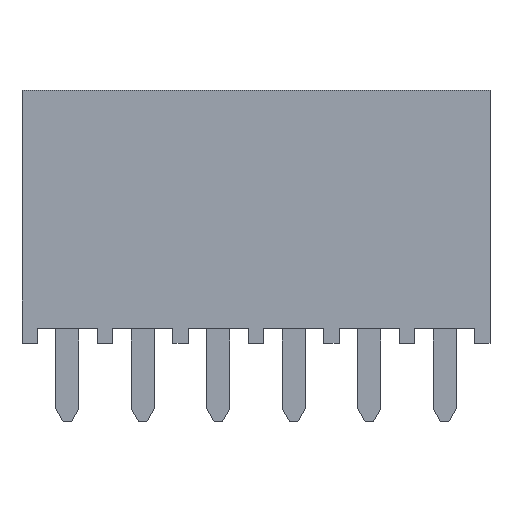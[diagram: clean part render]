
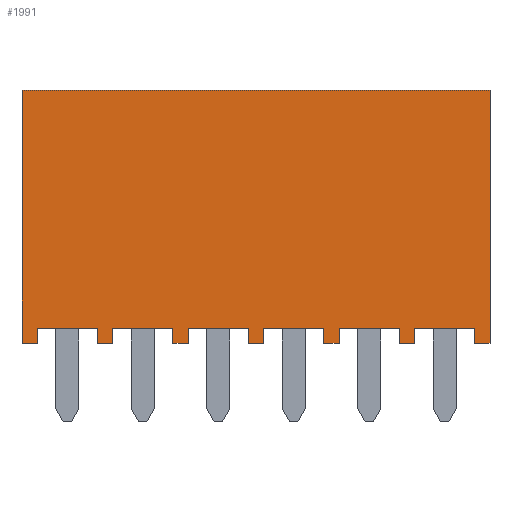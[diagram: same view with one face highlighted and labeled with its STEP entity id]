
A CAD part, top view. The second image highlights one B-rep face of the part: STEP entity #1991.
In plain terms, the highlighted planar face has unit normal (0, 0, 1).
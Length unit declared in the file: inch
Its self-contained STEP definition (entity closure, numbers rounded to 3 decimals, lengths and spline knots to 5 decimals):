
#315=ORIENTED_EDGE('',*,*,#743,.F.);
#316=ORIENTED_EDGE('',*,*,#744,.T.);
#317=ORIENTED_EDGE('',*,*,#745,.F.);
#318=ORIENTED_EDGE('',*,*,#746,.F.);
#319=ORIENTED_EDGE('',*,*,#747,.T.);
#320=ORIENTED_EDGE('',*,*,#748,.T.);
#321=ORIENTED_EDGE('',*,*,#749,.F.);
#322=ORIENTED_EDGE('',*,*,#750,.F.);
#323=ORIENTED_EDGE('',*,*,#751,.F.);
#324=ORIENTED_EDGE('',*,*,#752,.T.);
#325=ORIENTED_EDGE('',*,*,#753,.F.);
#326=ORIENTED_EDGE('',*,*,#754,.F.);
#327=ORIENTED_EDGE('',*,*,#755,.F.);
#328=ORIENTED_EDGE('',*,*,#756,.T.);
#329=ORIENTED_EDGE('',*,*,#757,.F.);
#330=ORIENTED_EDGE('',*,*,#758,.F.);
#331=ORIENTED_EDGE('',*,*,#759,.F.);
#332=ORIENTED_EDGE('',*,*,#760,.T.);
#333=ORIENTED_EDGE('',*,*,#761,.F.);
#334=ORIENTED_EDGE('',*,*,#762,.F.);
#335=ORIENTED_EDGE('',*,*,#763,.F.);
#336=ORIENTED_EDGE('',*,*,#764,.T.);
#337=ORIENTED_EDGE('',*,*,#765,.F.);
#338=ORIENTED_EDGE('',*,*,#766,.F.);
#339=ORIENTED_EDGE('',*,*,#767,.F.);
#340=ORIENTED_EDGE('',*,*,#768,.T.);
#341=ORIENTED_EDGE('',*,*,#769,.F.);
#342=ORIENTED_EDGE('',*,*,#770,.F.);
#743=EDGE_CURVE('',#975,#976,#1203,.T.);
#744=EDGE_CURVE('',#975,#977,#1204,.T.);
#745=EDGE_CURVE('',#978,#977,#1205,.T.);
#746=EDGE_CURVE('',#979,#978,#1206,.T.);
#747=EDGE_CURVE('',#979,#980,#1207,.T.);
#748=EDGE_CURVE('',#980,#981,#1208,.T.);
#749=EDGE_CURVE('',#982,#981,#1209,.T.);
#750=EDGE_CURVE('',#983,#982,#1210,.T.);
#751=EDGE_CURVE('',#984,#983,#1211,.T.);
#752=EDGE_CURVE('',#984,#985,#1212,.T.);
#753=EDGE_CURVE('',#986,#985,#1213,.T.);
#754=EDGE_CURVE('',#987,#986,#1214,.T.);
#755=EDGE_CURVE('',#988,#987,#1215,.T.);
#756=EDGE_CURVE('',#988,#989,#1216,.T.);
#757=EDGE_CURVE('',#990,#989,#1217,.T.);
#758=EDGE_CURVE('',#991,#990,#1218,.T.);
#759=EDGE_CURVE('',#992,#991,#1219,.T.);
#760=EDGE_CURVE('',#992,#993,#1220,.T.);
#761=EDGE_CURVE('',#994,#993,#1221,.T.);
#762=EDGE_CURVE('',#995,#994,#1222,.T.);
#763=EDGE_CURVE('',#996,#995,#1223,.T.);
#764=EDGE_CURVE('',#996,#997,#1224,.T.);
#765=EDGE_CURVE('',#998,#997,#1225,.T.);
#766=EDGE_CURVE('',#999,#998,#1226,.T.);
#767=EDGE_CURVE('',#1000,#999,#1227,.T.);
#768=EDGE_CURVE('',#1000,#1001,#1228,.T.);
#769=EDGE_CURVE('',#1002,#1001,#1229,.T.);
#770=EDGE_CURVE('',#976,#1002,#1230,.T.);
#975=VERTEX_POINT('',#2993);
#976=VERTEX_POINT('',#2994);
#977=VERTEX_POINT('',#2996);
#978=VERTEX_POINT('',#2998);
#979=VERTEX_POINT('',#3000);
#980=VERTEX_POINT('',#3002);
#981=VERTEX_POINT('',#3004);
#982=VERTEX_POINT('',#3006);
#983=VERTEX_POINT('',#3008);
#984=VERTEX_POINT('',#3010);
#985=VERTEX_POINT('',#3012);
#986=VERTEX_POINT('',#3014);
#987=VERTEX_POINT('',#3016);
#988=VERTEX_POINT('',#3018);
#989=VERTEX_POINT('',#3020);
#990=VERTEX_POINT('',#3022);
#991=VERTEX_POINT('',#3024);
#992=VERTEX_POINT('',#3026);
#993=VERTEX_POINT('',#3028);
#994=VERTEX_POINT('',#3030);
#995=VERTEX_POINT('',#3032);
#996=VERTEX_POINT('',#3034);
#997=VERTEX_POINT('',#3036);
#998=VERTEX_POINT('',#3038);
#999=VERTEX_POINT('',#3040);
#1000=VERTEX_POINT('',#3042);
#1001=VERTEX_POINT('',#3044);
#1002=VERTEX_POINT('',#3046);
#1203=LINE('',#2992,#1479);
#1204=LINE('',#2995,#1480);
#1205=LINE('',#2997,#1481);
#1206=LINE('',#2999,#1482);
#1207=LINE('',#3001,#1483);
#1208=LINE('',#3003,#1484);
#1209=LINE('',#3005,#1485);
#1210=LINE('',#3007,#1486);
#1211=LINE('',#3009,#1487);
#1212=LINE('',#3011,#1488);
#1213=LINE('',#3013,#1489);
#1214=LINE('',#3015,#1490);
#1215=LINE('',#3017,#1491);
#1216=LINE('',#3019,#1492);
#1217=LINE('',#3021,#1493);
#1218=LINE('',#3023,#1494);
#1219=LINE('',#3025,#1495);
#1220=LINE('',#3027,#1496);
#1221=LINE('',#3029,#1497);
#1222=LINE('',#3031,#1498);
#1223=LINE('',#3033,#1499);
#1224=LINE('',#3035,#1500);
#1225=LINE('',#3037,#1501);
#1226=LINE('',#3039,#1502);
#1227=LINE('',#3041,#1503);
#1228=LINE('',#3043,#1504);
#1229=LINE('',#3045,#1505);
#1230=LINE('',#3047,#1506);
#1479=VECTOR('',#2444,39.37008);
#1480=VECTOR('',#2445,39.37008);
#1481=VECTOR('',#2446,39.37008);
#1482=VECTOR('',#2447,39.37008);
#1483=VECTOR('',#2448,39.37008);
#1484=VECTOR('',#2449,39.37008);
#1485=VECTOR('',#2450,39.37008);
#1486=VECTOR('',#2451,39.37008);
#1487=VECTOR('',#2452,39.37008);
#1488=VECTOR('',#2453,39.37008);
#1489=VECTOR('',#2454,39.37008);
#1490=VECTOR('',#2455,39.37008);
#1491=VECTOR('',#2456,39.37008);
#1492=VECTOR('',#2457,39.37008);
#1493=VECTOR('',#2458,39.37008);
#1494=VECTOR('',#2459,39.37008);
#1495=VECTOR('',#2460,39.37008);
#1496=VECTOR('',#2461,39.37008);
#1497=VECTOR('',#2462,39.37008);
#1498=VECTOR('',#2463,39.37008);
#1499=VECTOR('',#2464,39.37008);
#1500=VECTOR('',#2465,39.37008);
#1501=VECTOR('',#2466,39.37008);
#1502=VECTOR('',#2467,39.37008);
#1503=VECTOR('',#2468,39.37008);
#1504=VECTOR('',#2469,39.37008);
#1505=VECTOR('',#2470,39.37008);
#1506=VECTOR('',#2471,39.37008);
#1654=EDGE_LOOP('',(#315,#316,#317,#318,#319,#320,#321,#322,#323,#324,#325,
#326,#327,#328,#329,#330,#331,#332,#333,#334,#335,#336,#337,#338,#339,#340,
#341,#342));
#1774=FACE_BOUND('',#1654,.T.);
#1888=PLANE('',#2121);
#1991=ADVANCED_FACE('',(#1774),#1888,.F.);
#2121=AXIS2_PLACEMENT_3D('',#2991,#2442,#2443);
#2442=DIRECTION('',(0.,0.,-1.));
#2443=DIRECTION('',(-1.,0.,0.));
#2444=DIRECTION('',(0.,1.,0.));
#2445=DIRECTION('',(1.,0.,0.));
#2446=DIRECTION('',(0.,-1.,0.));
#2447=DIRECTION('',(1.,0.,0.));
#2448=DIRECTION('',(0.,-1.,0.));
#2449=DIRECTION('',(1.,0.,0.));
#2450=DIRECTION('',(0.,-1.,0.));
#2451=DIRECTION('',(-1.,0.,0.));
#2452=DIRECTION('',(0.,1.,0.));
#2453=DIRECTION('',(1.,0.,0.));
#2454=DIRECTION('',(0.,-1.,0.));
#2455=DIRECTION('',(-1.,0.,0.));
#2456=DIRECTION('',(0.,1.,0.));
#2457=DIRECTION('',(1.,0.,0.));
#2458=DIRECTION('',(0.,-1.,0.));
#2459=DIRECTION('',(-1.,0.,0.));
#2460=DIRECTION('',(0.,1.,0.));
#2461=DIRECTION('',(1.,0.,0.));
#2462=DIRECTION('',(0.,-1.,0.));
#2463=DIRECTION('',(-1.,0.,0.));
#2464=DIRECTION('',(0.,1.,0.));
#2465=DIRECTION('',(1.,0.,0.));
#2466=DIRECTION('',(0.,-1.,0.));
#2467=DIRECTION('',(-1.,0.,0.));
#2468=DIRECTION('',(0.,1.,0.));
#2469=DIRECTION('',(1.,0.,0.));
#2470=DIRECTION('',(0.,-1.,0.));
#2471=DIRECTION('',(-1.,0.,0.));
#2991=CARTESIAN_POINT('',(-0.31,0.335,0.0475));
#2992=CARTESIAN_POINT('',(0.29,0.335,0.0475));
#2993=CARTESIAN_POINT('',(0.29,0.,0.0475));
#2994=CARTESIAN_POINT('',(0.29,0.02,0.0475));
#2995=CARTESIAN_POINT('',(-0.31,0.,0.0475));
#2996=CARTESIAN_POINT('',(0.31,0.,0.0475));
#2997=CARTESIAN_POINT('',(0.31,0.335,0.0475));
#2998=CARTESIAN_POINT('',(0.31,0.335,0.0475));
#2999=CARTESIAN_POINT('',(-0.31,0.335,0.0475));
#3000=CARTESIAN_POINT('',(-0.31,0.335,0.0475));
#3001=CARTESIAN_POINT('',(-0.31,0.335,0.0475));
#3002=CARTESIAN_POINT('',(-0.31,0.,0.0475));
#3003=CARTESIAN_POINT('',(-0.31,0.,0.0475));
#3004=CARTESIAN_POINT('',(-0.29,0.,0.0475));
#3005=CARTESIAN_POINT('',(-0.29,0.335,0.0475));
#3006=CARTESIAN_POINT('',(-0.29,0.02,0.0475));
#3007=CARTESIAN_POINT('',(-0.31,0.02,0.0475));
#3008=CARTESIAN_POINT('',(-0.21,0.02,0.0475));
#3009=CARTESIAN_POINT('',(-0.21,0.335,0.0475));
#3010=CARTESIAN_POINT('',(-0.21,0.,0.0475));
#3011=CARTESIAN_POINT('',(-0.31,0.,0.0475));
#3012=CARTESIAN_POINT('',(-0.19,0.,0.0475));
#3013=CARTESIAN_POINT('',(-0.19,0.335,0.0475));
#3014=CARTESIAN_POINT('',(-0.19,0.02,0.0475));
#3015=CARTESIAN_POINT('',(-0.31,0.02,0.0475));
#3016=CARTESIAN_POINT('',(-0.11,0.02,0.0475));
#3017=CARTESIAN_POINT('',(-0.11,0.335,0.0475));
#3018=CARTESIAN_POINT('',(-0.11,0.,0.0475));
#3019=CARTESIAN_POINT('',(-0.31,0.,0.0475));
#3020=CARTESIAN_POINT('',(-0.09,0.,0.0475));
#3021=CARTESIAN_POINT('',(-0.09,0.335,0.0475));
#3022=CARTESIAN_POINT('',(-0.09,0.02,0.0475));
#3023=CARTESIAN_POINT('',(-0.31,0.02,0.0475));
#3024=CARTESIAN_POINT('',(-0.01,0.02,0.0475));
#3025=CARTESIAN_POINT('',(-0.01,0.335,0.0475));
#3026=CARTESIAN_POINT('',(-0.01,0.,0.0475));
#3027=CARTESIAN_POINT('',(-0.31,0.,0.0475));
#3028=CARTESIAN_POINT('',(0.01,0.,0.0475));
#3029=CARTESIAN_POINT('',(0.01,0.335,0.0475));
#3030=CARTESIAN_POINT('',(0.01,0.02,0.0475));
#3031=CARTESIAN_POINT('',(-0.31,0.02,0.0475));
#3032=CARTESIAN_POINT('',(0.09,0.02,0.0475));
#3033=CARTESIAN_POINT('',(0.09,0.335,0.0475));
#3034=CARTESIAN_POINT('',(0.09,0.,0.0475));
#3035=CARTESIAN_POINT('',(-0.31,0.,0.0475));
#3036=CARTESIAN_POINT('',(0.11,0.,0.0475));
#3037=CARTESIAN_POINT('',(0.11,0.335,0.0475));
#3038=CARTESIAN_POINT('',(0.11,0.02,0.0475));
#3039=CARTESIAN_POINT('',(-0.31,0.02,0.0475));
#3040=CARTESIAN_POINT('',(0.19,0.02,0.0475));
#3041=CARTESIAN_POINT('',(0.19,0.335,0.0475));
#3042=CARTESIAN_POINT('',(0.19,0.,0.0475));
#3043=CARTESIAN_POINT('',(-0.31,0.,0.0475));
#3044=CARTESIAN_POINT('',(0.21,0.,0.0475));
#3045=CARTESIAN_POINT('',(0.21,0.335,0.0475));
#3046=CARTESIAN_POINT('',(0.21,0.02,0.0475));
#3047=CARTESIAN_POINT('',(-0.31,0.02,0.0475));
